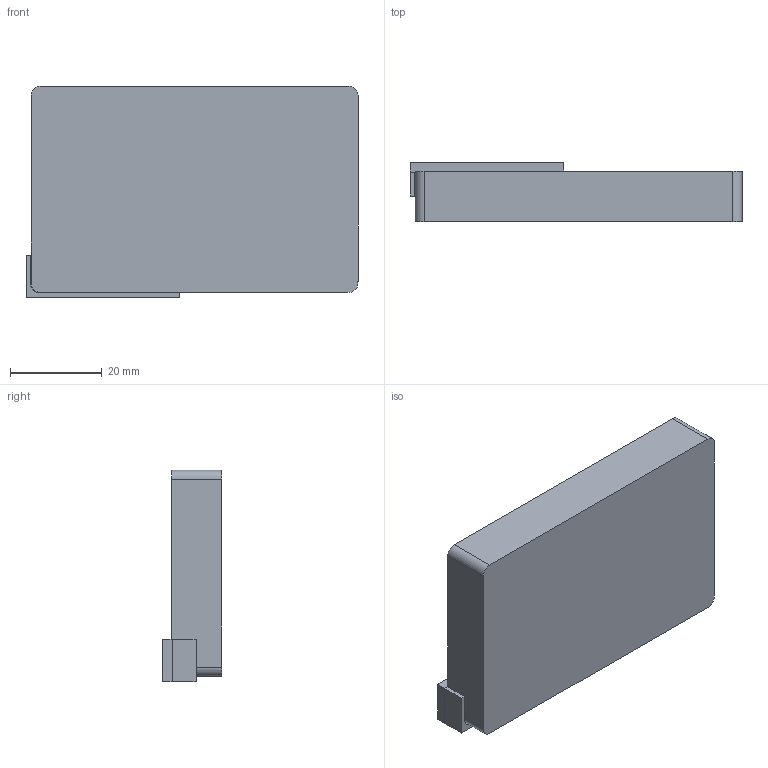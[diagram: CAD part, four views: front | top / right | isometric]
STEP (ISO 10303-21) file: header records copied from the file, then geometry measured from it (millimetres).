
FILE_DESCRIPTION(/* description */ ('STEP AP242','CAx-IF Rec.Pracs.---Representation and Presentation of Product Manufacturing Information (PMI)---4.0---2014-10-13','CAx-IF Rec.Pracs.---3D Tessellated Geometry---0.4---2014-09-14','2;1'),/* implementation_level */ '2;1');
FILE_NAME(/* name */ '68698a5aff38e35b7b496ee8',/* time_stamp */ '2025-07-05T20:26:02Z',/* author */ (''),/* organization */ (''),/* preprocessor_version */ 'ST-DEVELOPER v20',/* originating_system */ 'ONSHAPE BY PTC INC, 1.200',/* authorisation */ ' ');
FILE_SCHEMA (('AP242_MANAGED_MODEL_BASED_3D_ENGINEERING_MIM_LF { 1 0 10303 442 1 1 4 }'));
Length unit declared in the file: metre
Products named in the file (4): Part 1; Part 3; Part 2; Part 4
Bounding box: 72.21 x 12.95 x 45.97 mm (x, y, z)
Volume: 9552.4 mm3; surface area: 13512.6 mm2
Topology: 4 solids, 4 shells, 131 faces, 323 edges, 217 vertices
Faces by surface type: plane 111, cylinder 20
Full cylindrical faces by diameter (mm): 2.126 x1, 2.17 x1, 3.167 x1, 3.219 x1, 3.233 x1, 3.817 x1, 4.015 x1, 5.269 x1, 5.546 x1, 5.758 x1
Entity records: 4015 total; most frequent: CARTESIAN_POINT 655, DIRECTION 618, ORIENTED_EDGE 616, EDGE_CURVE 308, LINE 268, VECTOR 268, VERTEX_POINT 212, AXIS2_PLACEMENT_3D 175
